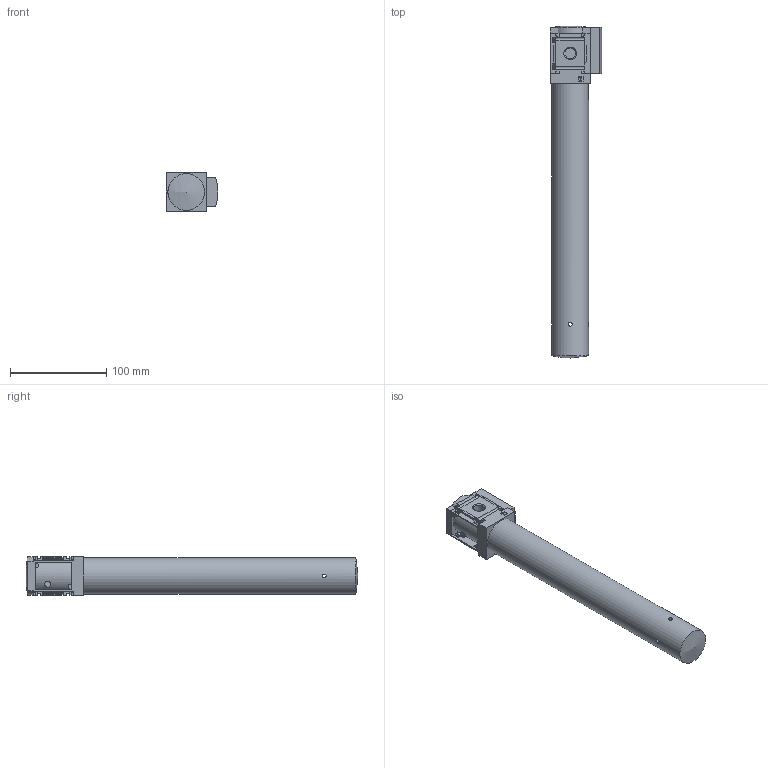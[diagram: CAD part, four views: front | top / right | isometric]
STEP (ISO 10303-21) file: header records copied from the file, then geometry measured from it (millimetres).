
FILE_DESCRIPTION(/* description */ ('STEP AP214'),/* implementation_level */ '2;1');
FILE_NAME(/* name */ '543633_MS4-LDM1-1_4-P10-Z',/* time_stamp */ '2024-09-09T16:47:45+02:00',/* author */ ('License CC BY-ND 4.0'),/* organization */ ('CADENAS'),/* preprocessor_version */ 'ST-DEVELOPER v19.3',/* originating_system */ 'PARTsolutions',/* authorisation */ ' ');
FILE_SCHEMA (('AUTOMOTIVE_DESIGN {1 0 10303 214 3 1 1}'));
Length unit declared in the file: millimetre
Products named in the file (2): 543633 MS4-LDM1-1/4-P10-Z; 543628 MS4-LDM1-1/4-P10-Z-0D.
Assembly tree (1 placements, depth 2):
  543633 MS4-LDM1-1/4-P10-Z
    543628 MS4-LDM1-1/4-P10-Z-0D.
Bounding box: 54 x 345 x 40.2 mm (x, y, z)
Volume: 423143 mm3; surface area: 51925.5 mm2
Topology: 1 solids, 1 shells, 216 faces, 617 edges, 404 vertices
Faces by surface type: plane 163, cylinder 47, cone 4, sphere 1, torus 1
Full cylindrical faces by diameter (mm): 4 x4, 6.1 x1, 11.445 x2, 38 x1
Entity records: 6961 total; most frequent: CARTESIAN_POINT 1279, ORIENTED_EDGE 1190, DIRECTION 1126, EDGE_CURVE 595, LINE 486, VECTOR 486, VERTEX_POINT 397, AXIS2_PLACEMENT_3D 320
